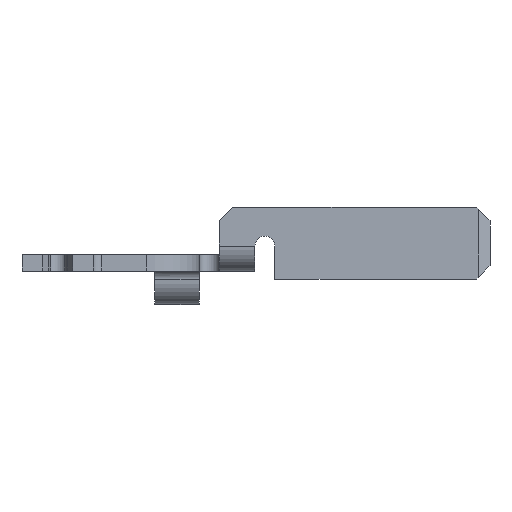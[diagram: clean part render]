
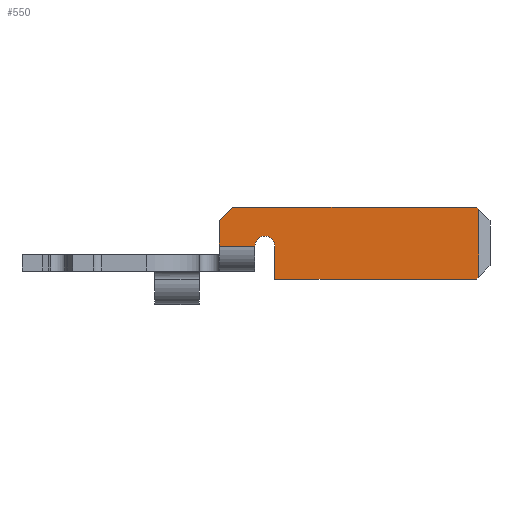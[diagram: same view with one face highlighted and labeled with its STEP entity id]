
A CAD part, left-side view. The second image highlights one B-rep face of the part: STEP entity #550.
In plain terms, the highlighted planar face has unit normal (-1, 0, 0).
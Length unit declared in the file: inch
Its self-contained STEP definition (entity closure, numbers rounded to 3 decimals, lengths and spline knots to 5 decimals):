
#22 = CARTESIAN_POINT ( 'NONE',  ( -0.029, -0.455, 0.088 ) ) ;
#24 = CARTESIAN_POINT ( 'NONE',  ( -0.029, -0.26, 0.176 ) ) ;
#88 = VECTOR ( 'NONE', #368, 39.37008 ) ;
#120 = LINE ( 'NONE', #2738, #88 ) ;
#152 = LINE ( 'NONE', #3047, #225 ) ;
#158 = CARTESIAN_POINT ( 'NONE',  ( -0.029, -0.385, 0.058 ) ) ;
#225 = VECTOR ( 'NONE', #2761, 39.37008 ) ;
#333 = CARTESIAN_POINT ( 'NONE',  ( -0.029, -1.162, -0.0285 ) ) ;
#368 = DIRECTION ( 'NONE',  ( 0., 1., 0. ) ) ;
#395 = CARTESIAN_POINT ( 'NONE',  ( -0.029, -0.455, -0.0285 ) ) ;
#422 = AXIS2_PLACEMENT_3D ( 'NONE', #1604, #2325, #2303 ) ;
#455 = VERTEX_POINT ( 'NONE', #2169 ) ;
#458 = CARTESIAN_POINT ( 'NONE',  ( -0.029, -0.42, 0.123 ) ) ;
#472 = DIRECTION ( 'NONE',  ( 0., 0.707, -0.707 ) ) ;
#524 = CARTESIAN_POINT ( 'NONE',  ( -0.029, -0.455, -0.0285 ) ) ;
#550 = ADVANCED_FACE ( 'NONE', ( #1953 ), #1065, .F. ) ;
#560 = EDGE_CURVE ( 'NONE', #1491, #572, #1948, .T. ) ;
#572 = VERTEX_POINT ( 'NONE', #2033 ) ;
#656 = VERTEX_POINT ( 'NONE', #24 ) ;
#718 = CARTESIAN_POINT ( 'NONE',  ( -0.029, -1.169, 0.216 ) ) ;
#728 = DIRECTION ( 'NONE',  ( 0., 0., 1. ) ) ;
#734 = EDGE_CURVE ( 'NONE', #3099, #1007, #1550, .T. ) ;
#753 = DIRECTION ( 'NONE',  ( 1., 0., 0. ) ) ;
#769 = CARTESIAN_POINT ( 'NONE',  ( -0.029, -0.42, 0.088 ) ) ;
#874 = VECTOR ( 'NONE', #1858, 39.37008 ) ;
#881 = LINE ( 'NONE', #333, #874 ) ;
#886 = VERTEX_POINT ( 'NONE', #1549 ) ;
#942 = EDGE_CURVE ( 'NONE', #455, #656, #1167, .T. ) ;
#971 = EDGE_CURVE ( 'NONE', #656, #3058, #1086, .T. ) ;
#1007 = VERTEX_POINT ( 'NONE', #22 ) ;
#1027 = EDGE_CURVE ( 'NONE', #2509, #886, #881, .T. ) ;
#1056 = AXIS2_PLACEMENT_3D ( 'NONE', #158, #1617, #1901 ) ;
#1065 = PLANE ( 'NONE',  #1056 ) ;
#1086 = LINE ( 'NONE', #2140, #1127 ) ;
#1102 = DIRECTION ( 'NONE',  ( 0., 0., 1. ) ) ;
#1119 = VECTOR ( 'NONE', #472, 39.37008 ) ;
#1127 = VECTOR ( 'NONE', #1159, 39.37008 ) ;
#1144 = CARTESIAN_POINT ( 'NONE',  ( -0.029, -1.162, -0.0285 ) ) ;
#1159 = DIRECTION ( 'NONE',  ( 0., 0., -1. ) ) ;
#1167 = LINE ( 'NONE', #1568, #1119 ) ;
#1195 = VECTOR ( 'NONE', #2903, 39.37008 ) ;
#1224 = LINE ( 'NONE', #524, #1195 ) ;
#1301 = CARTESIAN_POINT ( 'NONE',  ( -0.029, -0.26, 0.088 ) ) ;
#1411 = CARTESIAN_POINT ( 'NONE',  ( -0.029, -0.385, 0.088 ) ) ;
#1426 = EDGE_CURVE ( 'NONE', #572, #455, #120, .T. ) ;
#1427 = EDGE_CURVE ( 'NONE', #1007, #2016, #152, .T. ) ;
#1491 = VERTEX_POINT ( 'NONE', #718 ) ;
#1549 = CARTESIAN_POINT ( 'NONE',  ( -0.029, -1.169, -0.0215 ) ) ;
#1550 = CIRCLE ( 'NONE', #422, 0.035 ) ;
#1568 = CARTESIAN_POINT ( 'NONE',  ( -0.029, -0.26, 0.176 ) ) ;
#1604 = CARTESIAN_POINT ( 'NONE',  ( -0.029, -0.42, 0.088 ) ) ;
#1608 = VECTOR ( 'NONE', #1102, 39.37008 ) ;
#1617 = DIRECTION ( 'NONE',  ( 1., 0., 0. ) ) ;
#1620 = ORIENTED_EDGE ( 'NONE', *, *, #2071, .T. ) ;
#1664 = ORIENTED_EDGE ( 'NONE', *, *, #1027, .T. ) ;
#1667 = VERTEX_POINT ( 'NONE', #2408 ) ;
#1671 = ORIENTED_EDGE ( 'NONE', *, *, #1895, .T. ) ;
#1699 = LINE ( 'NONE', #1796, #1608 ) ;
#1700 = ORIENTED_EDGE ( 'NONE', *, *, #560, .T. ) ;
#1796 = CARTESIAN_POINT ( 'NONE',  ( -0.029, -1.169, -0.0285 ) ) ;
#1824 = EDGE_CURVE ( 'NONE', #1667, #3099, #2237, .T. ) ;
#1858 = DIRECTION ( 'NONE',  ( 0., -0.707, 0.707 ) ) ;
#1874 = ORIENTED_EDGE ( 'NONE', *, *, #971, .T. ) ;
#1882 = ORIENTED_EDGE ( 'NONE', *, *, #1426, .T. ) ;
#1895 = EDGE_CURVE ( 'NONE', #3058, #1667, #2155, .T. ) ;
#1901 = DIRECTION ( 'NONE',  ( 0., 0., -1. ) ) ;
#1933 = ORIENTED_EDGE ( 'NONE', *, *, #1824, .T. ) ;
#1938 = VECTOR ( 'NONE', #2862, 39.37008 ) ;
#1948 = LINE ( 'NONE', #2160, #1938 ) ;
#1953 = FACE_OUTER_BOUND ( 'NONE', #2957, .T. ) ;
#2005 = ORIENTED_EDGE ( 'NONE', *, *, #2249, .T. ) ;
#2016 = VERTEX_POINT ( 'NONE', #395 ) ;
#2033 = CARTESIAN_POINT ( 'NONE',  ( -0.029, -1.162, 0.223 ) ) ;
#2044 = VECTOR ( 'NONE', #2045, 39.37008 ) ;
#2045 = DIRECTION ( 'NONE',  ( 0., -1., 0. ) ) ;
#2071 = EDGE_CURVE ( 'NONE', #886, #1491, #1699, .T. ) ;
#2140 = CARTESIAN_POINT ( 'NONE',  ( -0.029, -0.26, 0.058 ) ) ;
#2155 = LINE ( 'NONE', #1411, #2044 ) ;
#2160 = CARTESIAN_POINT ( 'NONE',  ( -0.029, -1.162, 0.223 ) ) ;
#2169 = CARTESIAN_POINT ( 'NONE',  ( -0.029, -0.307, 0.223 ) ) ;
#2237 = CIRCLE ( 'NONE', #2748, 0.035 ) ;
#2249 = EDGE_CURVE ( 'NONE', #2016, #2509, #1224, .T. ) ;
#2303 = DIRECTION ( 'NONE',  ( 0., 0., 1. ) ) ;
#2325 = DIRECTION ( 'NONE',  ( 1., 0., 0. ) ) ;
#2408 = CARTESIAN_POINT ( 'NONE',  ( -0.029, -0.385, 0.088 ) ) ;
#2435 = ORIENTED_EDGE ( 'NONE', *, *, #734, .T. ) ;
#2509 = VERTEX_POINT ( 'NONE', #1144 ) ;
#2738 = CARTESIAN_POINT ( 'NONE',  ( -0.029, -0.307, 0.223 ) ) ;
#2748 = AXIS2_PLACEMENT_3D ( 'NONE', #769, #753, #728 ) ;
#2761 = DIRECTION ( 'NONE',  ( 0., 0., -1. ) ) ;
#2772 = ORIENTED_EDGE ( 'NONE', *, *, #942, .T. ) ;
#2787 = ORIENTED_EDGE ( 'NONE', *, *, #1427, .T. ) ;
#2862 = DIRECTION ( 'NONE',  ( 0., 0.707, 0.707 ) ) ;
#2903 = DIRECTION ( 'NONE',  ( 0., -1., 0. ) ) ;
#2957 = EDGE_LOOP ( 'NONE', ( #1664, #1620, #1700, #1882, #2772, #1874, #1671, #1933, #2435, #2787, #2005 ) ) ;
#3047 = CARTESIAN_POINT ( 'NONE',  ( -0.029, -0.455, -0.0285 ) ) ;
#3058 = VERTEX_POINT ( 'NONE', #1301 ) ;
#3099 = VERTEX_POINT ( 'NONE', #458 ) ;
